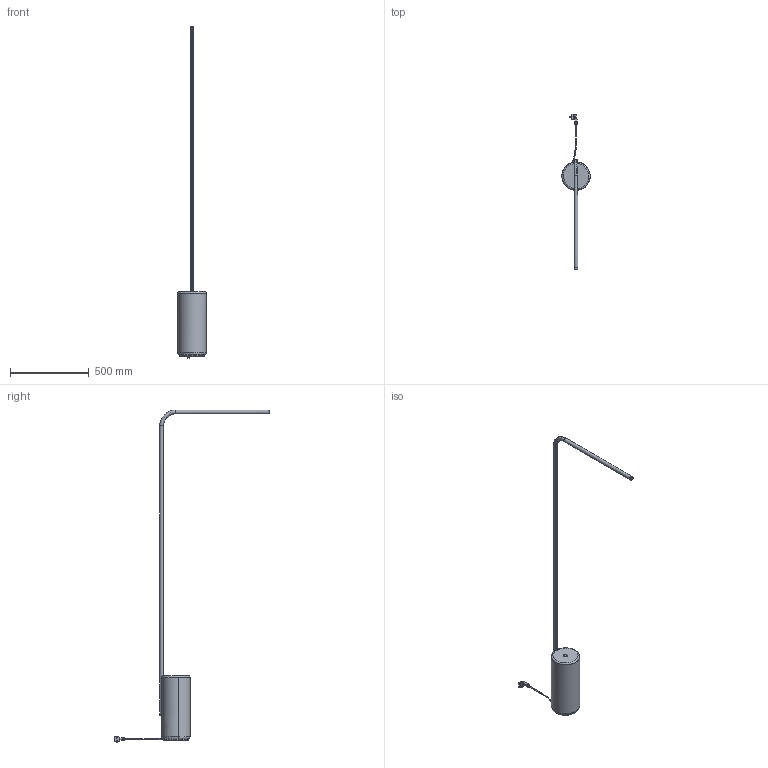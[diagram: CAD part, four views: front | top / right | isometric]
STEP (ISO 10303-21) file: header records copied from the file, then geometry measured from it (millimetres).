
FILE_DESCRIPTION(/* description */ (''),/* implementation_level */ '2;1');
FILE_NAME(/* name */ '155600_--VEIL FLOOR 1 ARM APP F.0-2-4',/* time_stamp */ '2025-03-05T20:37:54+01:00',/* author */ (''),/* organization */ (''),/* preprocessor_version */ 'ST-DEVELOPER v16.5',/* originating_system */ 'Rhino 7.38',/* authorisation */ '');
FILE_SCHEMA (('AUTOMOTIVE_DESIGN'));
Length unit declared in the file: millimetre
Products named in the file (4): Document; Blocco 02; Blocco 13; Blocco 22
Assembly tree (3 placements, depth 2):
  Document
    Blocco 02
    Blocco 13
    Blocco 22
Bounding box: 179.93 x 990.62 x 2108.4 mm (x, y, z)
Volume: 514791 mm3; surface area: 741454.1 mm2
Topology: 9 solids, 55 shells, 661 faces, 1722 edges, 1118 vertices
Faces by surface type: bspline 252, plane 236, cylinder 173
Entity records: 32825 total; most frequent: CARTESIAN_POINT 16762, ORIENTED_EDGE 3242, EDGE_CURVE 1706, VERTEX_POINT 1118, B_SPLINE_CURVE_WITH_KNOTS 845, EDGE_LOOP 721, COLOUR_RGB 692, FILL_AREA_STYLE_COLOUR 692
